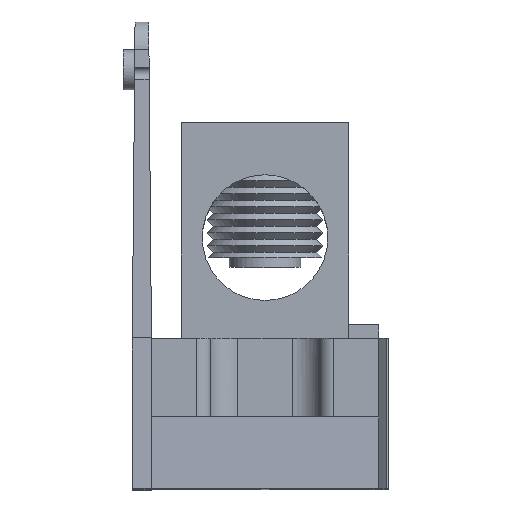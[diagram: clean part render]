
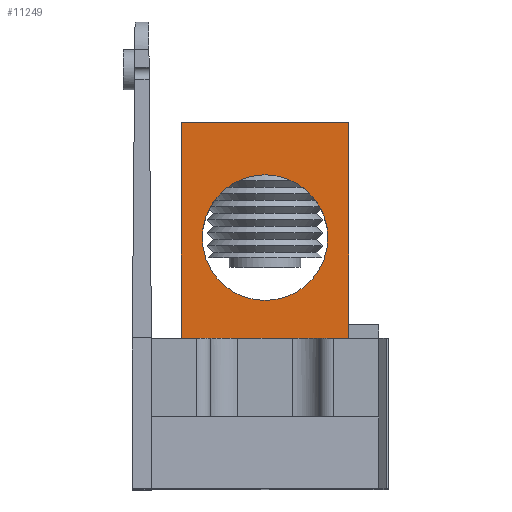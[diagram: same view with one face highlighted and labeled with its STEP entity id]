
A CAD part, top view. The second image highlights one B-rep face of the part: STEP entity #11249.
In plain terms, the highlighted planar face has unit normal (0, 0, 1).
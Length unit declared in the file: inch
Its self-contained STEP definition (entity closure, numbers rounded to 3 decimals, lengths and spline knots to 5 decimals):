
#313 = CARTESIAN_POINT ( 'NONE',  ( 0.583, -0.75, 1.5 ) ) ;
#1140 = VECTOR ( 'NONE', #11505, 39.37008 ) ;
#1360 = VECTOR ( 'NONE', #11018, 39.37008 ) ;
#1497 = FACE_BOUND ( 'NONE', #2932, .T. ) ;
#1887 = VERTEX_POINT ( 'NONE', #11022 ) ;
#2053 = CARTESIAN_POINT ( 'NONE',  ( 0.583, -0.75, 1.5 ) ) ;
#2549 = CIRCLE ( 'NONE', #7280, 0.4375 ) ;
#2743 = EDGE_CURVE ( 'NONE', #1887, #1887, #2549, .T. ) ;
#2859 = CARTESIAN_POINT ( 'NONE',  ( -0.583, 0.75, 1.5 ) ) ;
#2874 = VERTEX_POINT ( 'NONE', #9293 ) ;
#2932 = EDGE_LOOP ( 'NONE', ( #11680 ) ) ;
#2963 = DIRECTION ( 'NONE',  ( -1., 0., 0. ) ) ;
#3798 = LINE ( 'NONE', #8204, #1360 ) ;
#3876 = EDGE_LOOP ( 'NONE', ( #7198, #6932, #5406, #5128 ) ) ;
#3939 = VERTEX_POINT ( 'NONE', #313 ) ;
#3940 = VERTEX_POINT ( 'NONE', #6776 ) ;
#4634 = CARTESIAN_POINT ( 'NONE',  ( 0.583, -0.75, 1.5 ) ) ;
#5128 = ORIENTED_EDGE ( 'NONE', *, *, #10078, .T. ) ;
#5406 = ORIENTED_EDGE ( 'NONE', *, *, #11168, .F. ) ;
#5464 = CARTESIAN_POINT ( 'NONE',  ( 0., -0.05, 1.5 ) ) ;
#5567 = DIRECTION ( 'NONE',  ( -1., 0., 0. ) ) ;
#5668 = CARTESIAN_POINT ( 'NONE',  ( -0.583, -0.75, 1.5 ) ) ;
#5684 = DIRECTION ( 'NONE',  ( 1., 0., 0. ) ) ;
#5892 = CARTESIAN_POINT ( 'NONE',  ( 0.583, 0.75, 1.5 ) ) ;
#6043 = LINE ( 'NONE', #5892, #1140 ) ;
#6257 = VERTEX_POINT ( 'NONE', #2859 ) ;
#6489 = PLANE ( 'NONE',  #8644 ) ;
#6776 = CARTESIAN_POINT ( 'NONE',  ( 0.583, 0.75, 1.5 ) ) ;
#6872 = LINE ( 'NONE', #5668, #9058 ) ;
#6932 = ORIENTED_EDGE ( 'NONE', *, *, #11318, .F. ) ;
#7198 = ORIENTED_EDGE ( 'NONE', *, *, #9440, .T. ) ;
#7274 = VECTOR ( 'NONE', #2963, 39.37008 ) ;
#7280 = AXIS2_PLACEMENT_3D ( 'NONE', #5464, #10430, #5684 ) ;
#8204 = CARTESIAN_POINT ( 'NONE',  ( 0.583, -0.75, 1.5 ) ) ;
#8621 = FACE_OUTER_BOUND ( 'NONE', #3876, .T. ) ;
#8644 = AXIS2_PLACEMENT_3D ( 'NONE', #4634, #11197, #5567 ) ;
#9058 = VECTOR ( 'NONE', #9495, 39.37008 ) ;
#9293 = CARTESIAN_POINT ( 'NONE',  ( -0.583, -0.75, 1.5 ) ) ;
#9440 = EDGE_CURVE ( 'NONE', #6257, #2874, #6872, .T. ) ;
#9495 = DIRECTION ( 'NONE',  ( 0., -1., 0. ) ) ;
#10078 = EDGE_CURVE ( 'NONE', #3940, #6257, #6043, .T. ) ;
#10079 = LINE ( 'NONE', #2053, #7274 ) ;
#10430 = DIRECTION ( 'NONE',  ( 0., 0., 1. ) ) ;
#11018 = DIRECTION ( 'NONE',  ( 0., -1., 0. ) ) ;
#11022 = CARTESIAN_POINT ( 'NONE',  ( 0.4375, -0.05, 1.5 ) ) ;
#11168 = EDGE_CURVE ( 'NONE', #3940, #3939, #3798, .T. ) ;
#11197 = DIRECTION ( 'NONE',  ( 0., 0., -1. ) ) ;
#11249 = ADVANCED_FACE ( 'NONE', ( #1497, #8621 ), #6489, .F. ) ;
#11318 = EDGE_CURVE ( 'NONE', #3939, #2874, #10079, .T. ) ;
#11505 = DIRECTION ( 'NONE',  ( -1., 0., 0. ) ) ;
#11680 = ORIENTED_EDGE ( 'NONE', *, *, #2743, .F. ) ;
